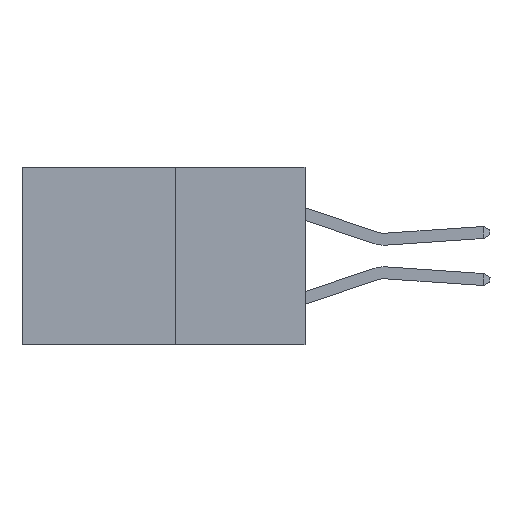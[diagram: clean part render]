
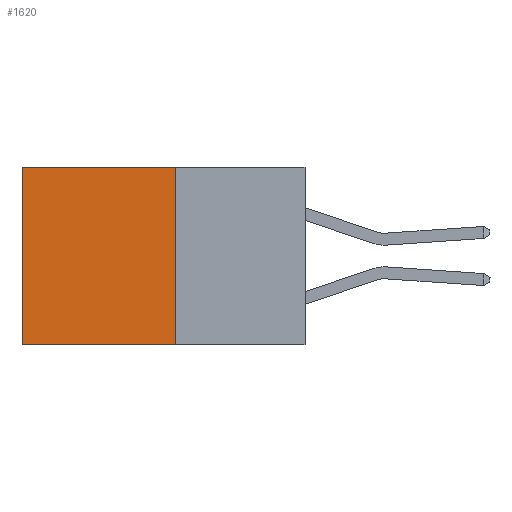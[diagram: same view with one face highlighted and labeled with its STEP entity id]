
A CAD part, left-side view. The second image highlights one B-rep face of the part: STEP entity #1620.
In plain terms, the highlighted planar face has unit normal (-1, 0, 0).
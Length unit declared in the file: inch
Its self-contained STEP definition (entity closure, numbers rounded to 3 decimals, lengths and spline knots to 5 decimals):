
#286 = VERTEX_POINT ( 'NONE', #3144 ) ;
#554 = EDGE_LOOP ( 'NONE', ( #3310, #9606, #17728, #8846 ) ) ;
#820 = LINE ( 'NONE', #22918, #16849 ) ;
#980 = CARTESIAN_POINT ( 'NONE',  ( 0.277, 0.27, 0. ) ) ;
#1620 = ADVANCED_FACE ( 'NONE', ( #6573 ), #13898, .F. ) ;
#1958 = CARTESIAN_POINT ( 'NONE',  ( 0.277, 0.27, 0. ) ) ;
#3018 = DIRECTION ( 'NONE',  ( 0., 0., -1. ) ) ;
#3144 = CARTESIAN_POINT ( 'NONE',  ( 0.277, 0.27, -0.37 ) ) ;
#3310 = ORIENTED_EDGE ( 'NONE', *, *, #10444, .T. ) ;
#4809 = LINE ( 'NONE', #5999, #15487 ) ;
#5884 = CARTESIAN_POINT ( 'NONE',  ( 0.277, 0.27, -0.37 ) ) ;
#5999 = CARTESIAN_POINT ( 'NONE',  ( 0.277, 0.59, -0.37 ) ) ;
#6573 = FACE_OUTER_BOUND ( 'NONE', #554, .T. ) ;
#8217 = EDGE_CURVE ( 'NONE', #22928, #286, #820, .T. ) ;
#8846 = ORIENTED_EDGE ( 'NONE', *, *, #13055, .T. ) ;
#9606 = ORIENTED_EDGE ( 'NONE', *, *, #13010, .F. ) ;
#9923 = DIRECTION ( 'NONE',  ( 0., 1., 0. ) ) ;
#10444 = EDGE_CURVE ( 'NONE', #18350, #11789, #4809, .T. ) ;
#10610 = VECTOR ( 'NONE', #9923, 39.37008 ) ;
#11789 = VERTEX_POINT ( 'NONE', #25356 ) ;
#13010 = EDGE_CURVE ( 'NONE', #286, #11789, #15898, .T. ) ;
#13055 = EDGE_CURVE ( 'NONE', #22928, #18350, #20522, .T. ) ;
#13382 = CARTESIAN_POINT ( 'NONE',  ( 0.277, 0.59, 0. ) ) ;
#13617 = DIRECTION ( 'NONE',  ( 0., 0., -1. ) ) ;
#13647 = DIRECTION ( 'NONE',  ( 1., 0., 0. ) ) ;
#13898 = PLANE ( 'NONE',  #16621 ) ;
#13925 = CARTESIAN_POINT ( 'NONE',  ( 0.277, 0.27, -0.37 ) ) ;
#15487 = VECTOR ( 'NONE', #19920, 39.37008 ) ;
#15898 = LINE ( 'NONE', #5884, #10610 ) ;
#16011 = DIRECTION ( 'NONE',  ( 0., 1., 0. ) ) ;
#16621 = AXIS2_PLACEMENT_3D ( 'NONE', #13925, #13647, #13617 ) ;
#16849 = VECTOR ( 'NONE', #3018, 39.37008 ) ;
#17728 = ORIENTED_EDGE ( 'NONE', *, *, #8217, .F. ) ;
#18350 = VERTEX_POINT ( 'NONE', #13382 ) ;
#19897 = VECTOR ( 'NONE', #16011, 39.37008 ) ;
#19920 = DIRECTION ( 'NONE',  ( 0., 0., -1. ) ) ;
#20522 = LINE ( 'NONE', #1958, #19897 ) ;
#22918 = CARTESIAN_POINT ( 'NONE',  ( 0.277, 0.27, -0.37 ) ) ;
#22928 = VERTEX_POINT ( 'NONE', #980 ) ;
#25356 = CARTESIAN_POINT ( 'NONE',  ( 0.277, 0.59, -0.37 ) ) ;
